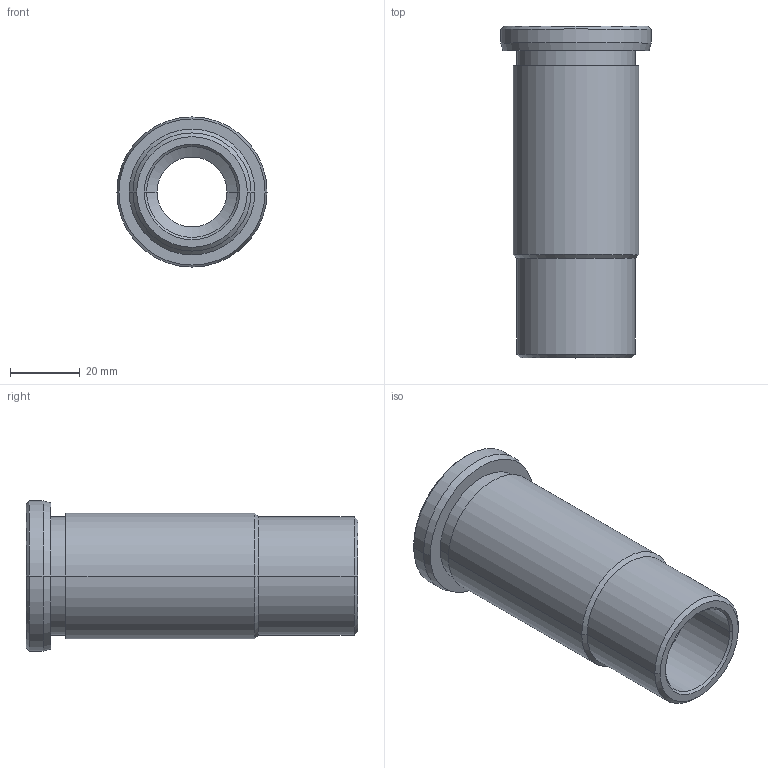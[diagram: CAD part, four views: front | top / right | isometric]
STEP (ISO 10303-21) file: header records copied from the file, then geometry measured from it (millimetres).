
FILE_DESCRIPTION(('STEP AP214'),'1');
FILE_NAME('HALDERN_EH_22350_1956.stp','2017-12-06T14:43:34',('TraceParts'),('TraceParts S.A.'),'Spatial InterOp 3D',' ',' ');
FILE_SCHEMA(('automotive_design'));
Length unit declared in the file: millimetre
Products named in the file (1): HALDERN_EH_22350_1956
Bounding box: 43 x 95 x 43 mm (x, y, z)
Volume: 61290.1 mm3; surface area: 19244.1 mm2
Topology: 1 solids, 1 shells, 38 faces, 80 edges, 44 vertices
Faces by surface type: cone 18, cylinder 16, plane 4
Entity records: 1306 total; most frequent: DIRECTION 196, CARTESIAN_POINT 159, ORIENTED_EDGE 152, AXIS2_PLACEMENT_3D 81, EDGE_CURVE 76, EDGE_LOOP 44, VERTEX_POINT 44, CIRCLE 42
